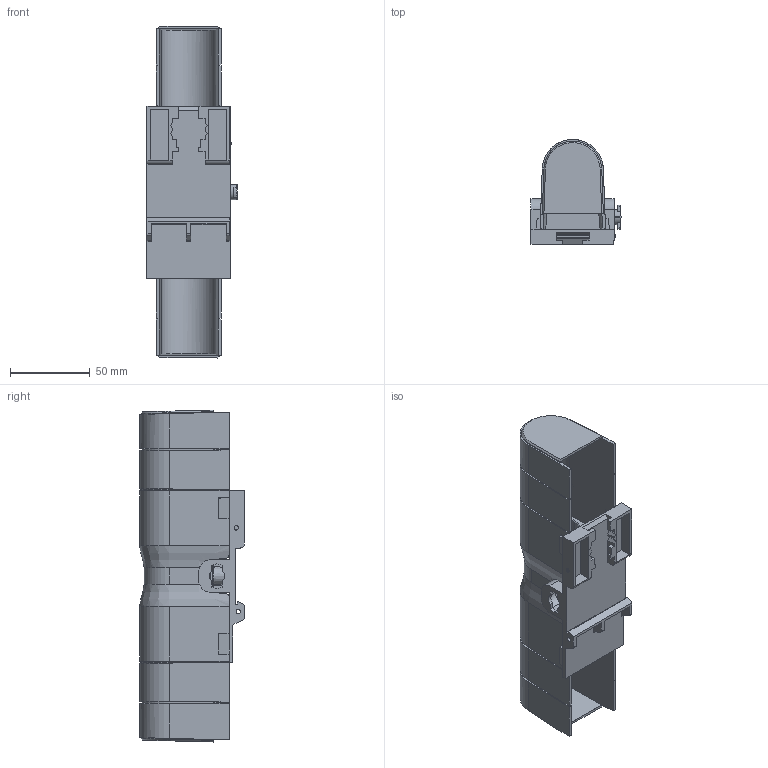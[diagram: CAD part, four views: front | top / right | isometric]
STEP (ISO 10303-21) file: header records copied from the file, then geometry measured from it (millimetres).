
FILE_DESCRIPTION(('STEP AP203'),'1');
FILE_NAME('sbtt-350.stp','2024-09-22T10:31:46',('TraceParts'),('TraceParts S.A.'),'Spatial InterOp 3D',' ',' ');
FILE_SCHEMA(('CONFIG_CONTROL_DESIGN'));
Length unit declared in the file: millimetre
Products named in the file (1): 1
Bounding box: 56.46 x 65.66 x 208.26 mm (x, y, z)
Volume: 110156.5 mm3; surface area: 102818.5 mm2
Topology: 9 solids, 9 shells, 1202 faces, 3207 edges, 2023 vertices
Faces by surface type: plane 580, cylinder 302, cone 266, bspline 36, sphere 10, torus 8
Entity records: 42022 total; most frequent: CARTESIAN_POINT 13176, ORIENTED_EDGE 6390, DIRECTION 5551, EDGE_CURVE 3195, VERTEX_POINT 2023, LINE 1967, VECTOR 1967, AXIS2_PLACEMENT_3D 1792
